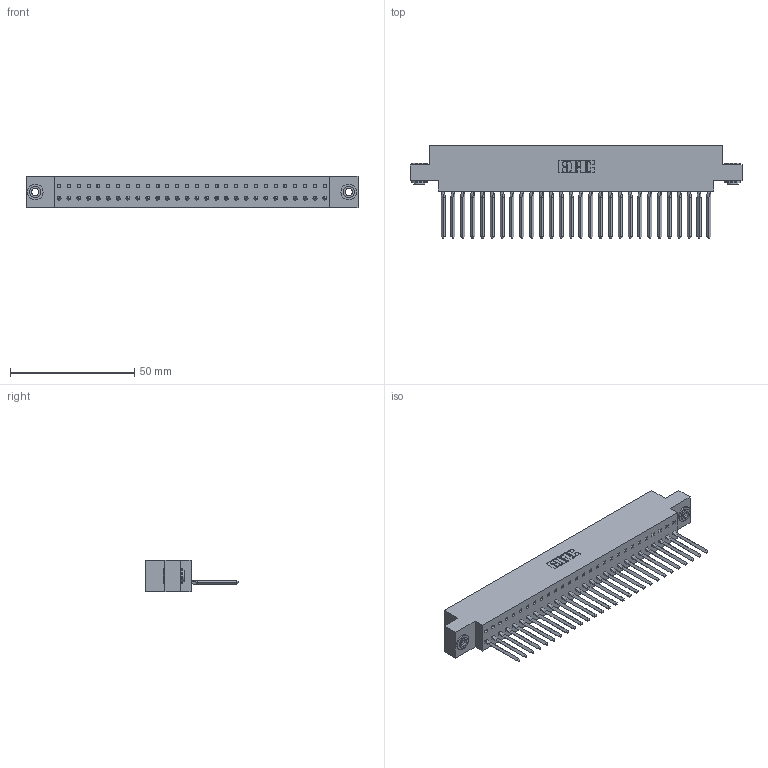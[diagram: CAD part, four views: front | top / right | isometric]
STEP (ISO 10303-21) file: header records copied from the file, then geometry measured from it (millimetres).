
FILE_DESCRIPTION (( 'STEP AP203' ), '1' );
FILE_NAME ('317-028-541-603.STEP', '2020-02-27T19:27:13', ( '' ), ( '' ), 'SwSTEP 2.0', 'SolidWorks 2016', '' );
FILE_SCHEMA (( 'CONFIG_CONTROL_DESIGN' ));
Length unit declared in the file: inch
Products named in the file (4): 317 Part_.156 Dia - TH; 345-250-002_345-250-002-102; 317-290-002_541; 317-028-541-603
Assembly tree (31 placements, depth 2):
  317-028-541-603
    317 Part_.156 Dia - TH
    317-290-002_541  x28
    345-250-002_345-250-002-102  x2
Bounding box: 133.65 x 37.34 x 12.7 mm (x, y, z)
Volume: 21263.2 mm3; surface area: 29794.3 mm2
Topology: 31 solids, 31 shells, 4396 faces, 12503 edges, 8126 vertices
Faces by surface type: plane 3540, cylinder 736, bspline 112, cone 8
Entity records: 43729 total; most frequent: CARTESIAN_POINT 8376, ORIENTED_EDGE 7650, DIRECTION 6315, EDGE_CURVE 3825, LINE 3437, VECTOR 3437, VERTEX_POINT 2540, AXIS2_PLACEMENT_3D 1439
